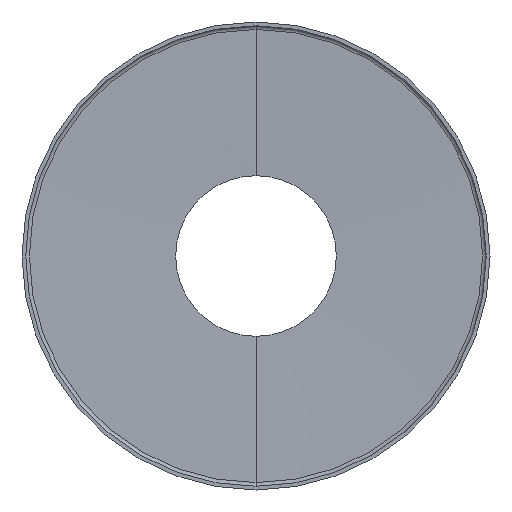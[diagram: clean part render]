
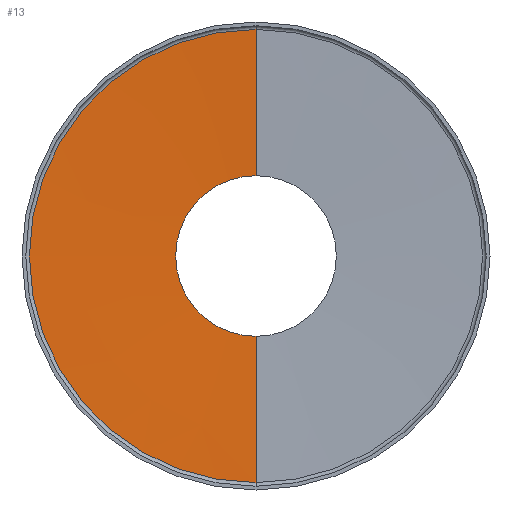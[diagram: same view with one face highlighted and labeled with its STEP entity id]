
A CAD part, front view. The second image highlights one B-rep face of the part: STEP entity #13.
In plain terms, the highlighted conical face has half-angle 88.535 degrees and reference radius 60.526 mm.
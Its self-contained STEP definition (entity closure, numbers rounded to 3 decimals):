
#9 = ORIENTED_EDGE ( 'NONE', *, *, #393, .F. ) ;
#13 = ADVANCED_FACE ( 'NONE', ( #237 ), #269, .F. ) ;
#35 = VERTEX_POINT ( 'NONE', #202 ) ;
#48 = ORIENTED_EDGE ( 'NONE', *, *, #234, .T. ) ;
#52 = CARTESIAN_POINT ( 'NONE',  ( 0., 23., 0. ) ) ;
#55 = DIRECTION ( 'NONE',  ( 0., 0., -1. ) ) ;
#63 = ORIENTED_EDGE ( 'NONE', *, *, #205, .F. ) ;
#69 = CARTESIAN_POINT ( 'NONE',  ( 0., 24., -21.45 ) ) ;
#70 = LINE ( 'NONE', #317, #419 ) ;
#83 = DIRECTION ( 'NONE',  ( 0., -1., 0. ) ) ;
#85 = EDGE_CURVE ( 'NONE', #203, #35, #280, .T. ) ;
#87 = CIRCLE ( 'NONE', #402, 21.45 ) ;
#113 = DIRECTION ( 'NONE',  ( 0., -1., 0. ) ) ;
#146 = DIRECTION ( 'NONE',  ( 0., -0.026, -1. ) ) ;
#161 = DIRECTION ( 'NONE',  ( 0., -1., 0. ) ) ;
#186 = AXIS2_PLACEMENT_3D ( 'NONE', #378, #161, #55 ) ;
#188 = CARTESIAN_POINT ( 'NONE',  ( 0., 24., 21.45 ) ) ;
#202 = CARTESIAN_POINT ( 'NONE',  ( 0., 23., -60.526 ) ) ;
#203 = VERTEX_POINT ( 'NONE', #246 ) ;
#205 = EDGE_CURVE ( 'NONE', #349, #35, #470, .T. ) ;
#217 = DIRECTION ( 'NONE',  ( 0., -0.026, 1. ) ) ;
#221 = CARTESIAN_POINT ( 'NONE',  ( 0., 24., 0. ) ) ;
#234 = EDGE_CURVE ( 'NONE', #454, #203, #70, .T. ) ;
#237 = FACE_OUTER_BOUND ( 'NONE', #443, .T. ) ;
#246 = CARTESIAN_POINT ( 'NONE',  ( 0., 23., 60.526 ) ) ;
#247 = AXIS2_PLACEMENT_3D ( 'NONE', #52, #83, #386 ) ;
#269 = CONICAL_SURFACE ( 'NONE', #186, 60.526, 1.545 ) ;
#280 = CIRCLE ( 'NONE', #247, 60.526 ) ;
#317 = CARTESIAN_POINT ( 'NONE',  ( 0., 23., 60.526 ) ) ;
#326 = VECTOR ( 'NONE', #146, 1000. ) ;
#329 = DIRECTION ( 'NONE',  ( 0., 0., -1. ) ) ;
#349 = VERTEX_POINT ( 'NONE', #69 ) ;
#378 = CARTESIAN_POINT ( 'NONE',  ( 0., 23., 0. ) ) ;
#383 = ORIENTED_EDGE ( 'NONE', *, *, #85, .T. ) ;
#385 = CARTESIAN_POINT ( 'NONE',  ( 0., 23., -60.526 ) ) ;
#386 = DIRECTION ( 'NONE',  ( 0., 0., -1. ) ) ;
#393 = EDGE_CURVE ( 'NONE', #454, #349, #87, .T. ) ;
#402 = AXIS2_PLACEMENT_3D ( 'NONE', #221, #113, #329 ) ;
#419 = VECTOR ( 'NONE', #217, 1000. ) ;
#443 = EDGE_LOOP ( 'NONE', ( #9, #48, #383, #63 ) ) ;
#454 = VERTEX_POINT ( 'NONE', #188 ) ;
#470 = LINE ( 'NONE', #385, #326 ) ;
